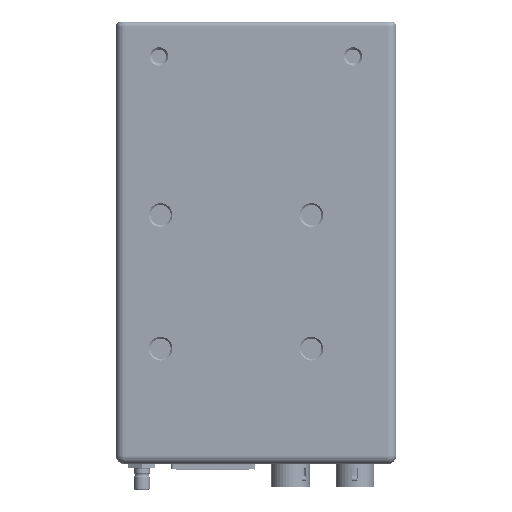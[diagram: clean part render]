
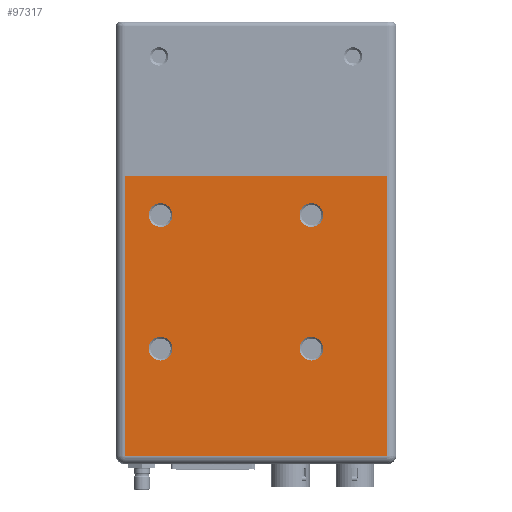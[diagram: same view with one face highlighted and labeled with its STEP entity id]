
A CAD part, left-side view. The second image highlights one B-rep face of the part: STEP entity #97317.
In plain terms, the highlighted planar face has unit normal (-1, 0, 0).
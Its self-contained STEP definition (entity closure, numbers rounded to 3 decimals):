
#2099=FACE_BOUND('',#13833,.T.);
#2100=FACE_BOUND('',#13834,.T.);
#2101=FACE_BOUND('',#13835,.T.);
#2102=FACE_BOUND('',#13836,.T.);
#4289=PLANE('',#105158);
#8190=FACE_OUTER_BOUND('',#13832,.T.);
#13832=EDGE_LOOP('',(#76271,#76272,#76273,#76274));
#13833=EDGE_LOOP('',(#76275));
#13834=EDGE_LOOP('',(#76276));
#13835=EDGE_LOOP('',(#76277));
#13836=EDGE_LOOP('',(#76278));
#17976=LINE('',#142270,#25885);
#22124=LINE('',#173565,#30033);
#22125=LINE('',#173567,#30034);
#22126=LINE('',#173568,#30035);
#25885=VECTOR('',#113126,10.);
#30033=VECTOR('',#125730,10.);
#30034=VECTOR('',#125731,10.);
#30035=VECTOR('',#125732,10.);
#35224=CIRCLE('',#105159,2.75);
#35225=CIRCLE('',#105160,2.75);
#35226=CIRCLE('',#105161,2.75);
#35227=CIRCLE('',#105162,2.75);
#38837=VERTEX_POINT('',#142267);
#38838=VERTEX_POINT('',#142269);
#43145=VERTEX_POINT('',#173564);
#43146=VERTEX_POINT('',#173566);
#43147=VERTEX_POINT('',#173569);
#43148=VERTEX_POINT('',#173571);
#43149=VERTEX_POINT('',#173573);
#43150=VERTEX_POINT('',#173575);
#48471=EDGE_CURVE('',#38837,#38838,#17976,.T.);
#55012=EDGE_CURVE('',#38838,#43145,#22124,.T.);
#55013=EDGE_CURVE('',#43146,#38837,#22125,.T.);
#55014=EDGE_CURVE('',#43145,#43146,#22126,.T.);
#55015=EDGE_CURVE('',#43147,#43147,#35224,.T.);
#55016=EDGE_CURVE('',#43148,#43148,#35225,.T.);
#55017=EDGE_CURVE('',#43149,#43149,#35226,.T.);
#55018=EDGE_CURVE('',#43150,#43150,#35227,.T.);
#76271=ORIENTED_EDGE('',*,*,#55012,.F.);
#76272=ORIENTED_EDGE('',*,*,#48471,.F.);
#76273=ORIENTED_EDGE('',*,*,#55013,.F.);
#76274=ORIENTED_EDGE('',*,*,#55014,.F.);
#76275=ORIENTED_EDGE('',*,*,#55015,.T.);
#76276=ORIENTED_EDGE('',*,*,#55016,.T.);
#76277=ORIENTED_EDGE('',*,*,#55017,.T.);
#76278=ORIENTED_EDGE('',*,*,#55018,.T.);
#97317=ADVANCED_FACE('',(#8190,#2099,#2100,#2101,#2102),#4289,.T.);
#105158=AXIS2_PLACEMENT_3D('',#173563,#125728,#125729);
#105159=AXIS2_PLACEMENT_3D('',#173570,#125733,#125734);
#105160=AXIS2_PLACEMENT_3D('',#173572,#125735,#125736);
#105161=AXIS2_PLACEMENT_3D('',#173574,#125737,#125738);
#105162=AXIS2_PLACEMENT_3D('',#173576,#125739,#125740);
#113126=DIRECTION('',(0.,-1.,0.));
#125728=DIRECTION('center_axis',(-1.,0.,0.));
#125729=DIRECTION('ref_axis',(0.,0.,
1.));
#125730=DIRECTION('',(0.,0.,-1.));
#125731=DIRECTION('',(0.,0.,1.));
#125732=DIRECTION('',(0.,1.,0.));
#125733=DIRECTION('center_axis',(1.,0.,0.));
#125734=DIRECTION('ref_axis',(0.,1.,0.));
#125735=DIRECTION('center_axis',(1.,0.,0.));
#125736=DIRECTION('ref_axis',(0.,1.,0.));
#125737=DIRECTION('center_axis',(1.,0.,0.));
#125738=DIRECTION('ref_axis',(0.,1.,0.));
#125739=DIRECTION('center_axis',(1.,0.,0.));
#125740=DIRECTION('ref_axis',(0.,1.,0.));
#142267=CARTESIAN_POINT('',(-32.5,30.5,-2.4));
#142269=CARTESIAN_POINT('',(-32.5,-30.5,-2.4));
#142270=CARTESIAN_POINT('',(-32.5,-15.25,-2.4));
#173563=CARTESIAN_POINT('Origin',(-32.5,32.5,-5.1));
#173564=CARTESIAN_POINT('',(-32.5,-30.5,-67.3));
#173565=CARTESIAN_POINT('',(-32.5,-30.5,-5.1));
#173566=CARTESIAN_POINT('',(-32.5,30.5,-67.3));
#173567=CARTESIAN_POINT('',(-32.5,30.5,-5.1));
#173568=CARTESIAN_POINT('',(-32.5,16.25,-67.3));
#173569=CARTESIAN_POINT('',(-32.5,-15.6,-11.5));
#173570=CARTESIAN_POINT('Origin',(-32.5,-12.85,-11.5));
#173571=CARTESIAN_POINT('',(-32.5,19.4,-42.5));
#173572=CARTESIAN_POINT('Origin',(-32.5,22.15,-42.5));
#173573=CARTESIAN_POINT('',(-32.5,19.4,-11.5));
#173574=CARTESIAN_POINT('Origin',(-32.5,22.15,-11.5));
#173575=CARTESIAN_POINT('',(-32.5,-15.6,-42.5));
#173576=CARTESIAN_POINT('Origin',(-32.5,-12.85,-42.5));
